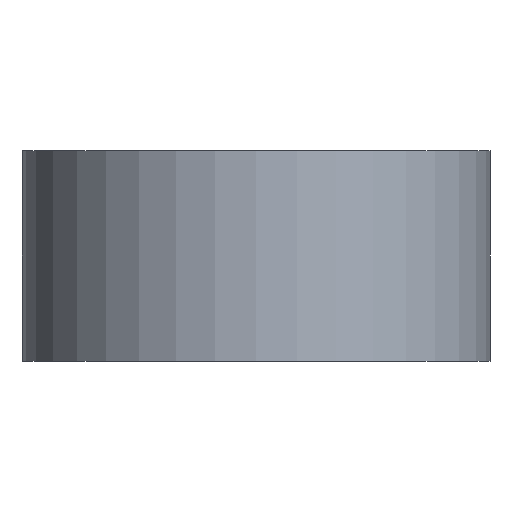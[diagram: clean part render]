
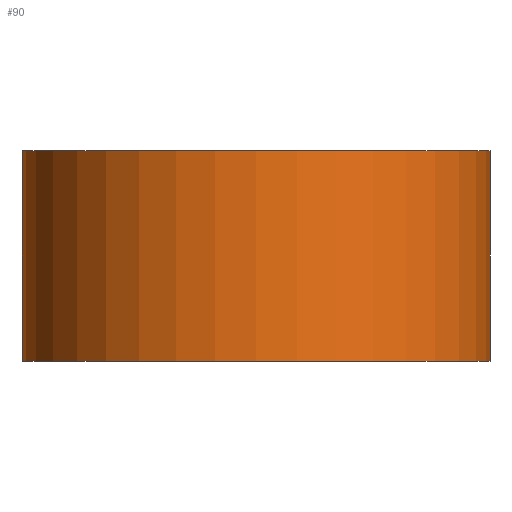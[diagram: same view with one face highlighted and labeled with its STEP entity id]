
A CAD part, front view. The second image highlights one B-rep face of the part: STEP entity #90.
In plain terms, the highlighted cylindrical face has radius 7 mm (diameter 14 mm), a partial arc.
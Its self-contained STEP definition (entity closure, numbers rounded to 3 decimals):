
#65 = VERTEX_POINT('',#66);
#66 = CARTESIAN_POINT('',(-7.,0.,6.3));
#72 = EDGE_CURVE('',#73,#65,#75,.T.);
#73 = VERTEX_POINT('',#74);
#74 = CARTESIAN_POINT('',(-7.,0.,0.));
#75 = LINE('',#76,#77);
#76 = CARTESIAN_POINT('',(-7.,0.,0.));
#77 = VECTOR('',#78,1.);
#78 = DIRECTION('',(0.,0.,1.));
#90 = ADVANCED_FACE('',(#91),#118,.T.);
#91 = FACE_BOUND('',#92,.F.);
#92 = EDGE_LOOP('',(#93,#94,#103,#111));
#93 = ORIENTED_EDGE('',*,*,#72,.T.);
#94 = ORIENTED_EDGE('',*,*,#95,.T.);
#95 = EDGE_CURVE('',#65,#96,#98,.T.);
#96 = VERTEX_POINT('',#97);
#97 = CARTESIAN_POINT('',(7.,0.,6.3));
#98 = CIRCLE('',#99,7.);
#99 = AXIS2_PLACEMENT_3D('',#100,#101,#102);
#100 = CARTESIAN_POINT('',(0.,0.,6.3)
  );
#101 = DIRECTION('',(0.,0.,1.));
#102 = DIRECTION('',(1.,0.,0.));
#103 = ORIENTED_EDGE('',*,*,#104,.F.);
#104 = EDGE_CURVE('',#105,#96,#107,.T.);
#105 = VERTEX_POINT('',#106);
#106 = CARTESIAN_POINT('',(7.,0.,0.));
#107 = LINE('',#108,#109);
#108 = CARTESIAN_POINT('',(7.,0.,0.));
#109 = VECTOR('',#110,1.);
#110 = DIRECTION('',(0.,0.,1.));
#111 = ORIENTED_EDGE('',*,*,#112,.F.);
#112 = EDGE_CURVE('',#73,#105,#113,.T.);
#113 = CIRCLE('',#114,7.);
#114 = AXIS2_PLACEMENT_3D('',#115,#116,#117);
#115 = CARTESIAN_POINT('',(0.,0.,0.));
#116 = DIRECTION('',(0.,0.,1.));
#117 = DIRECTION('',(1.,0.,0.));
#118 = CYLINDRICAL_SURFACE('',#119,7.);
#119 = AXIS2_PLACEMENT_3D('',#120,#121,#122);
#120 = CARTESIAN_POINT('',(0.,0.,0.));
#121 = DIRECTION('',(-0.,-0.,-1.));
#122 = DIRECTION('',(1.,0.,0.));
